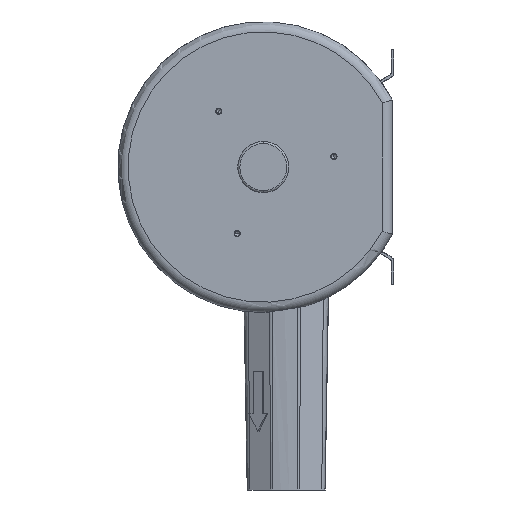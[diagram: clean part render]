
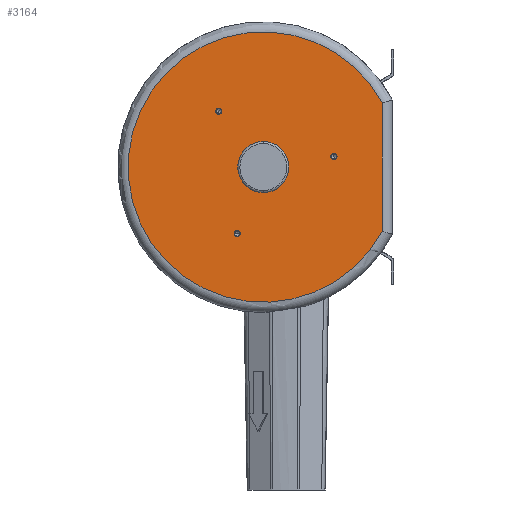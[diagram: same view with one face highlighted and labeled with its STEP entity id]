
A CAD part, left-side view. The second image highlights one B-rep face of the part: STEP entity #3164.
In plain terms, the highlighted planar face has unit normal (-1, 0, 0).
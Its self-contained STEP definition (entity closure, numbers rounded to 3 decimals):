
#315=CARTESIAN_POINT('',(-125.,0.,0.));
#316=DIRECTION('',(-1.,0.,0.));
#317=DIRECTION('',(0.,0.,1.));
#318=AXIS2_PLACEMENT_3D('',#315,#316,#317);
#320=CARTESIAN_POINT('',(-125.,0.,0.));
#321=DIRECTION('',(-1.,0.,0.));
#322=DIRECTION('',(0.,0.,-1.));
#323=AXIS2_PLACEMENT_3D('',#320,#321,#322);
#325=CARTESIAN_POINT('',(-125.,25.655,-65.129));
#326=DIRECTION('',(-1.,0.,0.));
#327=DIRECTION('',(0.,1.,0.));
#328=AXIS2_PLACEMENT_3D('',#325,#326,#327);
#330=CARTESIAN_POINT('',(-125.,25.655,-65.129));
#331=DIRECTION('',(-1.,0.,0.));
#332=DIRECTION('',(0.,-1.,0.));
#333=AXIS2_PLACEMENT_3D('',#330,#331,#332);
#335=CARTESIAN_POINT('',(-125.,43.576,54.783));
#336=DIRECTION('',(-1.,0.,0.));
#337=DIRECTION('',(0.,-0.5,0.866));
#338=AXIS2_PLACEMENT_3D('',#335,#336,#337);
#340=CARTESIAN_POINT('',(-125.,43.576,54.783));
#341=DIRECTION('',(-1.,0.,0.));
#342=DIRECTION('',(0.,0.5,-0.866));
#343=AXIS2_PLACEMENT_3D('',#340,#341,#342);
#345=CARTESIAN_POINT('',(-125.,-69.231,10.347));
#346=DIRECTION('',(-1.,0.,0.));
#347=DIRECTION('',(0.,-0.5,-0.866));
#348=AXIS2_PLACEMENT_3D('',#345,#346,#347);
#350=CARTESIAN_POINT('',(-125.,-69.231,10.347));
#351=DIRECTION('',(-1.,0.,0.));
#352=DIRECTION('',(0.,0.5,0.866));
#353=AXIS2_PLACEMENT_3D('',#350,#351,#352);
#355=DIRECTION('',(0.,0.,1.));
#356=VECTOR('',#355,126.237);
#357=CARTESIAN_POINT('',(-125.,-116.5,-63.118));
#358=LINE('',#357,#356);
#359=CARTESIAN_POINT('',(-125.,0.,0.));
#360=DIRECTION('',(1.,0.,0.));
#361=DIRECTION('',(0.,-0.879,-0.476));
#362=AXIS2_PLACEMENT_3D('',#359,#360,#361);
#2532=CARTESIAN_POINT('',(-125.,28.155,-65.129));
#2533=CARTESIAN_POINT('',(-125.,23.155,-65.129));
#2534=VERTEX_POINT('',#2532);
#2535=VERTEX_POINT('',#2533);
#2542=CARTESIAN_POINT('',(-125.,42.326,56.948));
#2543=CARTESIAN_POINT('',(-125.,44.826,52.618));
#2544=VERTEX_POINT('',#2542);
#2545=VERTEX_POINT('',#2543);
#2552=CARTESIAN_POINT('',(-125.,-70.481,8.182));
#2553=CARTESIAN_POINT('',(-125.,-67.981,12.512));
#2554=VERTEX_POINT('',#2552);
#2555=VERTEX_POINT('',#2553);
#2556=CARTESIAN_POINT('',(-125.,0.,25.));
#2557=CARTESIAN_POINT('',(-125.,0.,-25.));
#2558=VERTEX_POINT('',#2556);
#2559=VERTEX_POINT('',#2557);
#2826=CARTESIAN_POINT('',(-125.,-116.5,-63.118));
#2827=CARTESIAN_POINT('',(-125.,-116.5,63.119));
#2828=VERTEX_POINT('',#2826);
#2829=VERTEX_POINT('',#2827);
#3129=CARTESIAN_POINT('',(-125.,0.,0.));
#3130=DIRECTION('',(1.,0.,0.));
#3131=DIRECTION('',(0.,-1.,0.));
#3132=AXIS2_PLACEMENT_3D('',#3129,#3130,#3131);
#3133=PLANE('',#3132);
#3135=ORIENTED_EDGE('',*,*,#3134,.F.);
#3137=ORIENTED_EDGE('',*,*,#3136,.T.);
#3138=EDGE_LOOP('',(#3135,#3137));
#3139=FACE_OUTER_BOUND('',#3138,.F.);
#3141=ORIENTED_EDGE('',*,*,#3140,.T.);
#3143=ORIENTED_EDGE('',*,*,#3142,.T.);
#3144=EDGE_LOOP('',(#3141,#3143));
#3145=FACE_BOUND('',#3144,.F.);
#3147=ORIENTED_EDGE('',*,*,#3146,.T.);
#3149=ORIENTED_EDGE('',*,*,#3148,.T.);
#3150=EDGE_LOOP('',(#3147,#3149));
#3151=FACE_BOUND('',#3150,.F.);
#3153=ORIENTED_EDGE('',*,*,#3152,.T.);
#3155=ORIENTED_EDGE('',*,*,#3154,.T.);
#3156=EDGE_LOOP('',(#3153,#3155));
#3157=FACE_BOUND('',#3156,.F.);
#3159=ORIENTED_EDGE('',*,*,#3158,.T.);
#3161=ORIENTED_EDGE('',*,*,#3160,.T.);
#3162=EDGE_LOOP('',(#3159,#3161));
#3163=FACE_BOUND('',#3162,.F.);
#3164=ADVANCED_FACE('',(#3139,#3145,#3151,#3157,#3163),#3133,.F.);
#319=CIRCLE('',#318,25.);
#324=CIRCLE('',#323,25.);
#329=CIRCLE('',#328,2.5);
#334=CIRCLE('',#333,2.5);
#339=CIRCLE('',#338,2.5);
#344=CIRCLE('',#343,2.5);
#349=CIRCLE('',#348,2.5);
#354=CIRCLE('',#353,2.5);
#363=CIRCLE('',#362,132.5);
#3134=EDGE_CURVE('',#2828,#2829,#358,.T.);
#3136=EDGE_CURVE('',#2828,#2829,#363,.T.);
#3140=EDGE_CURVE('',#2558,#2559,#319,.T.);
#3142=EDGE_CURVE('',#2559,#2558,#324,.T.);
#3146=EDGE_CURVE('',#2534,#2535,#329,.T.);
#3148=EDGE_CURVE('',#2535,#2534,#334,.T.);
#3152=EDGE_CURVE('',#2544,#2545,#339,.T.);
#3154=EDGE_CURVE('',#2545,#2544,#344,.T.);
#3158=EDGE_CURVE('',#2554,#2555,#349,.T.);
#3160=EDGE_CURVE('',#2555,#2554,#354,.T.);
